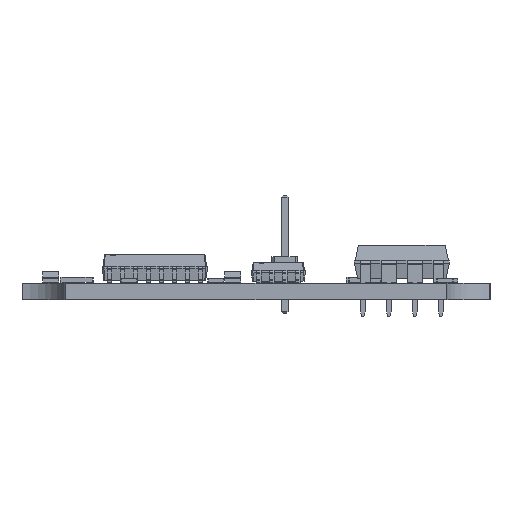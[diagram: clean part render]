
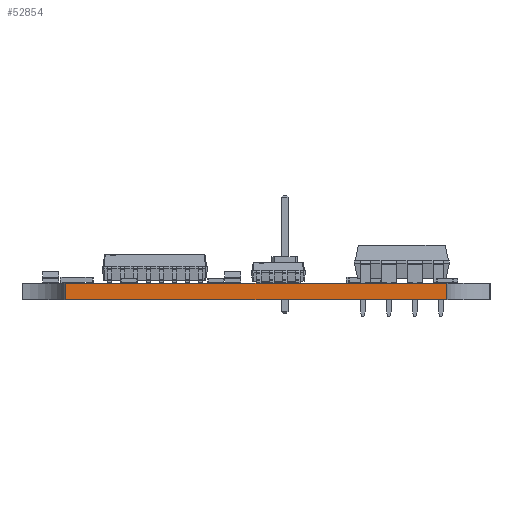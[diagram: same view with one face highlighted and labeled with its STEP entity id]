
A CAD part, left-side view. The second image highlights one B-rep face of the part: STEP entity #52854.
In plain terms, the highlighted planar face has unit normal (-1, 0, 0).
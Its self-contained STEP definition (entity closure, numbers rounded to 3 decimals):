
#52728 = EDGE_CURVE('',#52729,#52731,#52733,.T.);
#52729 = VERTEX_POINT('',#52730);
#52730 = CARTESIAN_POINT('',(47.746,-77.667,0.));
#52731 = VERTEX_POINT('',#52732);
#52732 = CARTESIAN_POINT('',(47.746,-77.667,1.6));
#52733 = SURFACE_CURVE('',#52734,(#52738,#52750),.PCURVE_S1.);
#52734 = LINE('',#52735,#52736);
#52735 = CARTESIAN_POINT('',(47.746,-77.667,0.));
#52736 = VECTOR('',#52737,1.);
#52737 = DIRECTION('',(0.,0.,1.));
#52738 = PCURVE('',#52739,#52744);
#52739 = CYLINDRICAL_SURFACE('',#52740,5.08);
#52740 = AXIS2_PLACEMENT_3D('',#52741,#52742,#52743);
#52741 = CARTESIAN_POINT('',(47.002,-72.642,0.));
#52742 = DIRECTION('',(0.,0.,-1.));
#52743 = DIRECTION('',(1.,0.,0.));
#52744 = DEFINITIONAL_REPRESENTATION('',(#52745),#52749);
#52745 = LINE('',#52746,#52747);
#52746 = CARTESIAN_POINT('',(-4.859,0.));
#52747 = VECTOR('',#52748,1.);
#52748 = DIRECTION('',(0.,-1.));
#52749 = ( GEOMETRIC_REPRESENTATION_CONTEXT(2) 
PARAMETRIC_REPRESENTATION_CONTEXT() REPRESENTATION_CONTEXT('2D SPACE',''
  ) );
#52750 = PCURVE('',#52751,#52756);
#52751 = PLANE('',#52752);
#52752 = AXIS2_PLACEMENT_3D('',#52753,#52754,#52755);
#52753 = CARTESIAN_POINT('',(47.746,-77.667,0.));
#52754 = DIRECTION('',(1.,0.,0.));
#52755 = DIRECTION('',(0.,-1.,0.));
#52756 = DEFINITIONAL_REPRESENTATION('',(#52757),#52761);
#52757 = LINE('',#52758,#52759);
#52758 = CARTESIAN_POINT('',(0.,0.));
#52759 = VECTOR('',#52760,1.);
#52760 = DIRECTION('',(0.,-1.));
#52761 = ( GEOMETRIC_REPRESENTATION_CONTEXT(2) 
PARAMETRIC_REPRESENTATION_CONTEXT() REPRESENTATION_CONTEXT('2D SPACE',''
  ) );
#52780 = PLANE('',#52781);
#52781 = AXIS2_PLACEMENT_3D('',#52782,#52783,#52784);
#52782 = CARTESIAN_POINT('',(129.026,-96.246,1.6));
#52783 = DIRECTION('',(0.,0.,-1.));
#52784 = DIRECTION('',(-1.,0.,0.));
#52839 = PLANE('',#52840);
#52840 = AXIS2_PLACEMENT_3D('',#52841,#52842,#52843);
#52841 = CARTESIAN_POINT('',(129.026,-96.246,0.));
#52842 = DIRECTION('',(0.,0.,-1.));
#52843 = DIRECTION('',(-1.,0.,0.));
#52854 = ADVANCED_FACE('',(#52855),#52751,.F.);
#52855 = FACE_BOUND('',#52856,.F.);
#52856 = EDGE_LOOP('',(#52857,#52858,#52881,#52909));
#52857 = ORIENTED_EDGE('',*,*,#52728,.T.);
#52858 = ORIENTED_EDGE('',*,*,#52859,.T.);
#52859 = EDGE_CURVE('',#52731,#52860,#52862,.T.);
#52860 = VERTEX_POINT('',#52861);
#52861 = CARTESIAN_POINT('',(47.746,-114.825,1.6));
#52862 = SURFACE_CURVE('',#52863,(#52867,#52874),.PCURVE_S1.);
#52863 = LINE('',#52864,#52865);
#52864 = CARTESIAN_POINT('',(47.746,-77.667,1.6));
#52865 = VECTOR('',#52866,1.);
#52866 = DIRECTION('',(0.,-1.,0.));
#52867 = PCURVE('',#52751,#52868);
#52868 = DEFINITIONAL_REPRESENTATION('',(#52869),#52873);
#52869 = LINE('',#52870,#52871);
#52870 = CARTESIAN_POINT('',(0.,-1.6));
#52871 = VECTOR('',#52872,1.);
#52872 = DIRECTION('',(1.,0.));
#52873 = ( GEOMETRIC_REPRESENTATION_CONTEXT(2) 
PARAMETRIC_REPRESENTATION_CONTEXT() REPRESENTATION_CONTEXT('2D SPACE',''
  ) );
#52874 = PCURVE('',#52780,#52875);
#52875 = DEFINITIONAL_REPRESENTATION('',(#52876),#52880);
#52876 = LINE('',#52877,#52878);
#52877 = CARTESIAN_POINT('',(81.28,18.579));
#52878 = VECTOR('',#52879,1.);
#52879 = DIRECTION('',(0.,-1.));
#52880 = ( GEOMETRIC_REPRESENTATION_CONTEXT(2) 
PARAMETRIC_REPRESENTATION_CONTEXT() REPRESENTATION_CONTEXT('2D SPACE',''
  ) );
#52881 = ORIENTED_EDGE('',*,*,#52882,.F.);
#52882 = EDGE_CURVE('',#52883,#52860,#52885,.T.);
#52883 = VERTEX_POINT('',#52884);
#52884 = CARTESIAN_POINT('',(47.746,-114.825,0.));
#52885 = SURFACE_CURVE('',#52886,(#52890,#52897),.PCURVE_S1.);
#52886 = LINE('',#52887,#52888);
#52887 = CARTESIAN_POINT('',(47.746,-114.825,0.));
#52888 = VECTOR('',#52889,1.);
#52889 = DIRECTION('',(0.,0.,1.));
#52890 = PCURVE('',#52751,#52891);
#52891 = DEFINITIONAL_REPRESENTATION('',(#52892),#52896);
#52892 = LINE('',#52893,#52894);
#52893 = CARTESIAN_POINT('',(37.157,0.));
#52894 = VECTOR('',#52895,1.);
#52895 = DIRECTION('',(0.,-1.));
#52896 = ( GEOMETRIC_REPRESENTATION_CONTEXT(2) 
PARAMETRIC_REPRESENTATION_CONTEXT() REPRESENTATION_CONTEXT('2D SPACE',''
  ) );
#52897 = PCURVE('',#52898,#52903);
#52898 = CYLINDRICAL_SURFACE('',#52899,5.08);
#52899 = AXIS2_PLACEMENT_3D('',#52900,#52901,#52902);
#52900 = CARTESIAN_POINT('',(47.002,-119.85,0.));
#52901 = DIRECTION('',(0.,0.,-1.));
#52902 = DIRECTION('',(1.,0.,0.));
#52903 = DEFINITIONAL_REPRESENTATION('',(#52904),#52908);
#52904 = LINE('',#52905,#52906);
#52905 = CARTESIAN_POINT('',(-1.424,0.));
#52906 = VECTOR('',#52907,1.);
#52907 = DIRECTION('',(0.,-1.));
#52908 = ( GEOMETRIC_REPRESENTATION_CONTEXT(2) 
PARAMETRIC_REPRESENTATION_CONTEXT() REPRESENTATION_CONTEXT('2D SPACE',''
  ) );
#52909 = ORIENTED_EDGE('',*,*,#52910,.F.);
#52910 = EDGE_CURVE('',#52729,#52883,#52911,.T.);
#52911 = SURFACE_CURVE('',#52912,(#52916,#52923),.PCURVE_S1.);
#52912 = LINE('',#52913,#52914);
#52913 = CARTESIAN_POINT('',(47.746,-77.667,0.));
#52914 = VECTOR('',#52915,1.);
#52915 = DIRECTION('',(0.,-1.,0.));
#52916 = PCURVE('',#52751,#52917);
#52917 = DEFINITIONAL_REPRESENTATION('',(#52918),#52922);
#52918 = LINE('',#52919,#52920);
#52919 = CARTESIAN_POINT('',(0.,0.));
#52920 = VECTOR('',#52921,1.);
#52921 = DIRECTION('',(1.,0.));
#52922 = ( GEOMETRIC_REPRESENTATION_CONTEXT(2) 
PARAMETRIC_REPRESENTATION_CONTEXT() REPRESENTATION_CONTEXT('2D SPACE',''
  ) );
#52923 = PCURVE('',#52839,#52924);
#52924 = DEFINITIONAL_REPRESENTATION('',(#52925),#52929);
#52925 = LINE('',#52926,#52927);
#52926 = CARTESIAN_POINT('',(81.28,18.579));
#52927 = VECTOR('',#52928,1.);
#52928 = DIRECTION('',(0.,-1.));
#52929 = ( GEOMETRIC_REPRESENTATION_CONTEXT(2) 
PARAMETRIC_REPRESENTATION_CONTEXT() REPRESENTATION_CONTEXT('2D SPACE',''
  ) );
